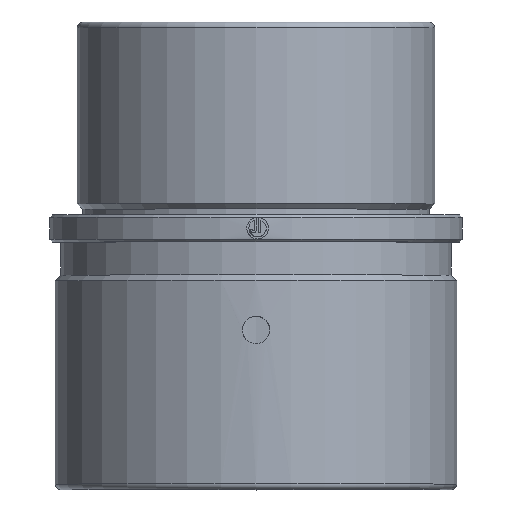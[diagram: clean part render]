
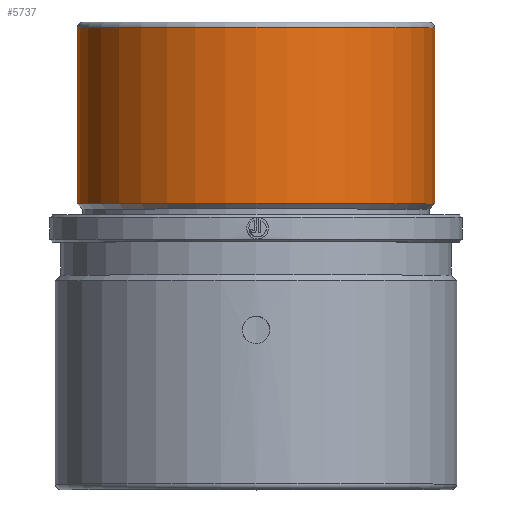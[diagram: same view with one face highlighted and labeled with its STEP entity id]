
A CAD part, top view. The second image highlights one B-rep face of the part: STEP entity #5737.
In plain terms, the highlighted cylindrical face has radius 32.5 mm (diameter 65 mm), a partial arc.
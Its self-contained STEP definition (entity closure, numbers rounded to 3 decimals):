
#170 = CARTESIAN_POINT ( 'NONE',  ( -32.5, 41.5, 0. ) ) ;
#263 = CARTESIAN_POINT ( 'NONE',  ( -32.5, 0., 0. ) ) ;
#364 = LINE ( 'NONE', #263, #4396 ) ;
#803 = DIRECTION ( 'NONE',  ( -1., 0., 0. ) ) ;
#1242 = ORIENTED_EDGE ( 'NONE', *, *, #8415, .F. ) ;
#1654 = CARTESIAN_POINT ( 'NONE',  ( 0., 0., 0. ) ) ;
#2079 = VERTEX_POINT ( 'NONE', #170 ) ;
#2083 = DIRECTION ( 'NONE',  ( 0., 1., 0. ) ) ;
#2106 = VERTEX_POINT ( 'NONE', #3285 ) ;
#2125 = CIRCLE ( 'NONE', #2457, 32.5 ) ;
#2147 = VECTOR ( 'NONE', #2802, 1000. ) ;
#2160 = DIRECTION ( 'NONE',  ( -1., 0., 0. ) ) ;
#2299 = DIRECTION ( 'NONE',  ( 0., 1., 0. ) ) ;
#2457 = AXIS2_PLACEMENT_3D ( 'NONE', #6226, #6105, #2160 ) ;
#2802 = DIRECTION ( 'NONE',  ( 0., 1., 0. ) ) ;
#2875 = DIRECTION ( 'NONE',  ( -1., 0., 0. ) ) ;
#3285 = CARTESIAN_POINT ( 'NONE',  ( -32.5, 9.5, 0. ) ) ;
#3664 = AXIS2_PLACEMENT_3D ( 'NONE', #1654, #5546, #2875 ) ;
#3773 = VERTEX_POINT ( 'NONE', #5317 ) ;
#4097 = FACE_OUTER_BOUND ( 'NONE', #8569, .T. ) ;
#4105 = LINE ( 'NONE', #7973, #2147 ) ;
#4205 = EDGE_CURVE ( 'NONE', #7947, #3773, #4105, .T. ) ;
#4396 = VECTOR ( 'NONE', #2299, 1000. ) ;
#4424 = AXIS2_PLACEMENT_3D ( 'NONE', #4639, #2083, #803 ) ;
#4639 = CARTESIAN_POINT ( 'NONE',  ( 0., 9.5, 0. ) ) ;
#5307 = EDGE_CURVE ( 'NONE', #2106, #7947, #5869, .T. ) ;
#5317 = CARTESIAN_POINT ( 'NONE',  ( 32.5, 41.5, 0. ) ) ;
#5546 = DIRECTION ( 'NONE',  ( 0., 1., 0. ) ) ;
#5696 = ORIENTED_EDGE ( 'NONE', *, *, #7919, .F. ) ;
#5737 = ADVANCED_FACE ( 'NONE', ( #4097 ), #8006, .T. ) ;
#5869 = CIRCLE ( 'NONE', #4424, 32.5 ) ;
#6105 = DIRECTION ( 'NONE',  ( 0., 1., 0. ) ) ;
#6195 = CARTESIAN_POINT ( 'NONE',  ( 32.5, 9.5, 0. ) ) ;
#6226 = CARTESIAN_POINT ( 'NONE',  ( 0., 41.5, 0. ) ) ;
#6425 = ORIENTED_EDGE ( 'NONE', *, *, #5307, .T. ) ;
#7837 = ORIENTED_EDGE ( 'NONE', *, *, #4205, .T. ) ;
#7919 = EDGE_CURVE ( 'NONE', #2079, #3773, #2125, .T. ) ;
#7947 = VERTEX_POINT ( 'NONE', #6195 ) ;
#7973 = CARTESIAN_POINT ( 'NONE',  ( 32.5, 0., 0. ) ) ;
#8006 = CYLINDRICAL_SURFACE ( 'NONE', #3664, 32.5 ) ;
#8415 = EDGE_CURVE ( 'NONE', #2106, #2079, #364, .T. ) ;
#8569 = EDGE_LOOP ( 'NONE', ( #6425, #7837, #5696, #1242 ) ) ;
